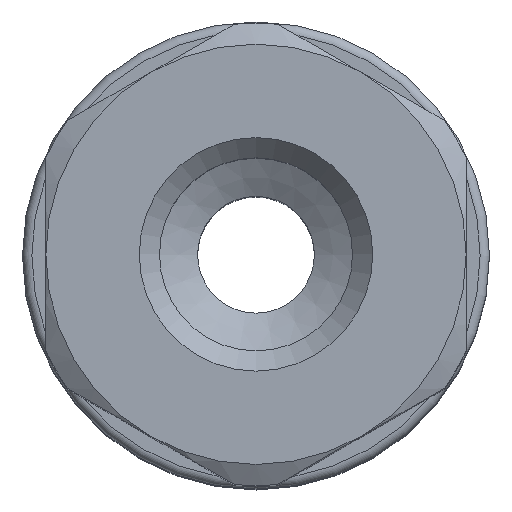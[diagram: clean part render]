
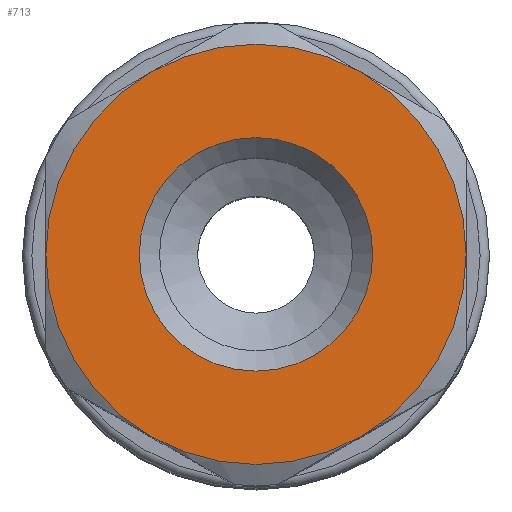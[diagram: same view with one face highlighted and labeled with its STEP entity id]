
A CAD part, top view. The second image highlights one B-rep face of the part: STEP entity #713.
In plain terms, the highlighted planar face has unit normal (0, 0, 1).
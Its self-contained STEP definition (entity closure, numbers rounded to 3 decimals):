
#23=PLANE('',#806);
#83=CIRCLE('',#766,4.5);
#84=CIRCLE('',#768,4.5);
#87=CIRCLE('',#772,4.5);
#88=CIRCLE('',#774,4.5);
#90=CIRCLE('',#777,4.5);
#92=CIRCLE('',#780,4.5);
#106=CIRCLE('',#807,2.5);
#209=ORIENTED_EDGE('',*,*,#330,.F.);
#210=ORIENTED_EDGE('',*,*,#324,.F.);
#211=ORIENTED_EDGE('',*,*,#322,.F.);
#212=ORIENTED_EDGE('',*,*,#340,.F.);
#213=ORIENTED_EDGE('',*,*,#336,.F.);
#214=ORIENTED_EDGE('',*,*,#332,.F.);
#215=ORIENTED_EDGE('',*,*,#379,.T.);
#322=EDGE_CURVE('',#413,#411,#83,.T.);
#324=EDGE_CURVE('',#411,#415,#84,.T.);
#330=EDGE_CURVE('',#415,#418,#87,.T.);
#332=EDGE_CURVE('',#418,#421,#88,.T.);
#336=EDGE_CURVE('',#421,#424,#90,.T.);
#340=EDGE_CURVE('',#424,#413,#92,.T.);
#379=EDGE_CURVE('',#446,#446,#106,.T.);
#411=VERTEX_POINT('',#1118);
#413=VERTEX_POINT('',#1125);
#415=VERTEX_POINT('',#1134);
#418=VERTEX_POINT('',#1147);
#421=VERTEX_POINT('',#1162);
#424=VERTEX_POINT('',#1176);
#446=VERTEX_POINT('',#1300);
#519=EDGE_LOOP('',(#209,#210,#211,#212,#213,#214));
#520=EDGE_LOOP('',(#215));
#607=FACE_BOUND('',#519,.T.);
#608=FACE_BOUND('',#520,.T.);
#713=ADVANCED_FACE('',(#607,#608),#23,.F.);
#766=AXIS2_PLACEMENT_3D('',#1126,#881,#882);
#768=AXIS2_PLACEMENT_3D('',#1133,#885,#886);
#772=AXIS2_PLACEMENT_3D('',#1154,#893,#894);
#774=AXIS2_PLACEMENT_3D('',#1161,#897,#898);
#777=AXIS2_PLACEMENT_3D('',#1175,#903,#904);
#780=AXIS2_PLACEMENT_3D('',#1189,#909,#910);
#806=AXIS2_PLACEMENT_3D('',#1298,#973,#974);
#807=AXIS2_PLACEMENT_3D('',#1299,#975,#976);
#881=DIRECTION('',(0.,0.,-1.));
#882=DIRECTION('',(-1.,0.,0.));
#885=DIRECTION('',(0.,0.,-1.));
#886=DIRECTION('',(-1.,0.,0.));
#893=DIRECTION('',(0.,0.,-1.));
#894=DIRECTION('',(-1.,0.,0.));
#897=DIRECTION('',(0.,0.,-1.));
#898=DIRECTION('',(-1.,0.,0.));
#903=DIRECTION('',(0.,0.,-1.));
#904=DIRECTION('',(-1.,0.,0.));
#909=DIRECTION('',(0.,0.,-1.));
#910=DIRECTION('',(-1.,0.,0.));
#973=DIRECTION('',(0.,0.,-1.));
#974=DIRECTION('',(-1.,0.,0.));
#975=DIRECTION('',(0.,0.,-1.));
#976=DIRECTION('',(-1.,0.,0.));
#1118=CARTESIAN_POINT('',(-4.5,0.,29.));
#1125=CARTESIAN_POINT('',(-2.25,-3.897,29.));
#1126=CARTESIAN_POINT('',(0.,0.,29.));
#1133=CARTESIAN_POINT('',(0.,0.,29.));
#1134=CARTESIAN_POINT('',(-2.25,3.897,29.));
#1147=CARTESIAN_POINT('',(2.25,3.897,29.));
#1154=CARTESIAN_POINT('',(0.,0.,29.));
#1161=CARTESIAN_POINT('',(0.,0.,29.));
#1162=CARTESIAN_POINT('',(4.5,0.,29.));
#1175=CARTESIAN_POINT('',(0.,0.,29.));
#1176=CARTESIAN_POINT('',(2.25,-3.897,29.));
#1189=CARTESIAN_POINT('',(0.,0.,29.));
#1298=CARTESIAN_POINT('',(0.,0.,29.));
#1299=CARTESIAN_POINT('',(0.,0.,29.));
#1300=CARTESIAN_POINT('',(-2.5,0.,29.));
